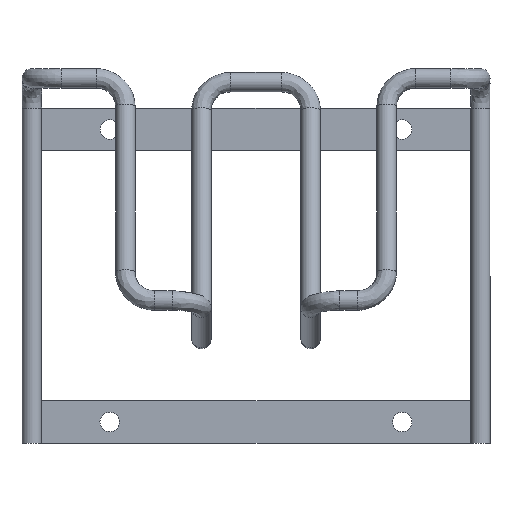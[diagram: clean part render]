
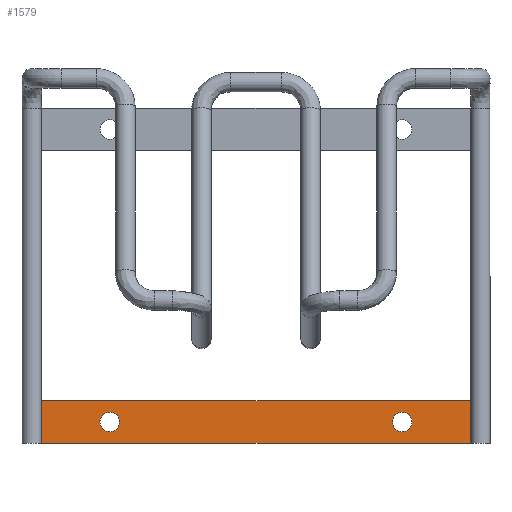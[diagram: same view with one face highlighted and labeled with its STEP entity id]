
A CAD part, top view. The second image highlights one B-rep face of the part: STEP entity #1579.
In plain terms, the highlighted planar face has unit normal (0, 0, 1).
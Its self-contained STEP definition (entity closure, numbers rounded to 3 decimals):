
#2 = CIRCLE ( 'NONE', #788, 2.5 ) ;
#16 = CIRCLE ( 'NONE', #906, 2. ) ;
#64 = CARTESIAN_POINT ( 'NONE',  ( 40., 5.5, 1.5 ) ) ;
#65 = VERTEX_POINT ( 'NONE', #64 ) ;
#76 = CARTESIAN_POINT ( 'NONE',  ( -35., 5.5, 1.5 ) ) ;
#77 = VERTEX_POINT ( 'NONE', #76 ) ;
#79 = AXIS2_PLACEMENT_3D ( 'NONE', #730, #728, #727 ) ;
#130 = CARTESIAN_POINT ( 'NONE',  ( -55.5, 11., 1.5 ) ) ;
#134 = CARTESIAN_POINT ( 'NONE',  ( -57.5, 2., 1.5 ) ) ;
#155 = EDGE_CURVE ( 'NONE', #1427, #1714, #1438, .T. ) ;
#188 = VECTOR ( 'NONE', #1109, 1000. ) ;
#206 = CARTESIAN_POINT ( 'NONE',  ( 57.5, 2., 1.5 ) ) ;
#207 = DIRECTION ( 'NONE',  ( -1., 0., 0. ) ) ;
#208 = DIRECTION ( 'NONE',  ( 0., 0., -1. ) ) ;
#209 = CARTESIAN_POINT ( 'NONE',  ( 0., 0., 1.5 ) ) ;
#210 = PLANE ( 'NONE',  #1063 ) ;
#211 = FACE_OUTER_BOUND ( 'NONE', #1351, .T. ) ;
#212 = FACE_BOUND ( 'NONE', #1452, .T. ) ;
#214 = FACE_BOUND ( 'NONE', #1440, .T. ) ;
#216 = CARTESIAN_POINT ( 'NONE',  ( -57.5, 9., 1.5 ) ) ;
#252 = CARTESIAN_POINT ( 'NONE',  ( 57.5, 9., 1.5 ) ) ;
#261 = CARTESIAN_POINT ( 'NONE',  ( 55.5, 0., 1.5 ) ) ;
#264 = CARTESIAN_POINT ( 'NONE',  ( -55.5, 0., 1.5 ) ) ;
#266 = CARTESIAN_POINT ( 'NONE',  ( 55.5, 11., 1.5 ) ) ;
#280 = DIRECTION ( 'NONE',  ( -1., 0., 0. ) ) ;
#281 = CARTESIAN_POINT ( 'NONE',  ( 57.5, 11., 1.5 ) ) ;
#282 = LINE ( 'NONE', #281, #862 ) ;
#444 = CIRCLE ( 'NONE', #1309, 2. ) ;
#607 = DIRECTION ( 'NONE',  ( 0., 1., 0. ) ) ;
#608 = CARTESIAN_POINT ( 'NONE',  ( 57.5, 11., 1.5 ) ) ;
#609 = LINE ( 'NONE', #608, #1586 ) ;
#635 = DIRECTION ( 'NONE',  ( 0., -1., 0. ) ) ;
#636 = CARTESIAN_POINT ( 'NONE',  ( -57.5, 11., 1.5 ) ) ;
#638 = LINE ( 'NONE', #636, #1071 ) ;
#718 = EDGE_CURVE ( 'NONE', #1391, #1451, #1704, .T. ) ;
#722 = EDGE_CURVE ( 'NONE', #1570, #1733, #444, .T. ) ;
#723 = EDGE_CURVE ( 'NONE', #1427, #1432, #1112, .T. ) ;
#727 = DIRECTION ( 'NONE',  ( 1., 0., 0. ) ) ;
#728 = DIRECTION ( 'NONE',  ( 0., 0., -1. ) ) ;
#730 = CARTESIAN_POINT ( 'NONE',  ( 37.5, 5.5, 1.5 ) ) ;
#782 = EDGE_CURVE ( 'NONE', #77, #77, #2, .T. ) ;
#788 = AXIS2_PLACEMENT_3D ( 'NONE', #1001, #999, #998 ) ;
#795 = EDGE_CURVE ( 'NONE', #1588, #1432, #16, .T. ) ;
#862 = VECTOR ( 'NONE', #280, 1000. ) ;
#900 = EDGE_CURVE ( 'NONE', #65, #65, #1006, .T. ) ;
#906 = AXIS2_PLACEMENT_3D ( 'NONE', #985, #984, #983 ) ;
#983 = DIRECTION ( 'NONE',  ( 1., 0., 0. ) ) ;
#984 = DIRECTION ( 'NONE',  ( 0., 0., -1. ) ) ;
#985 = CARTESIAN_POINT ( 'NONE',  ( 55.5, 2., 1.5 ) ) ;
#998 = DIRECTION ( 'NONE',  ( 1., 0., 0. ) ) ;
#999 = DIRECTION ( 'NONE',  ( 0., 0., -1. ) ) ;
#1001 = CARTESIAN_POINT ( 'NONE',  ( -37.5, 5.5, 1.5 ) ) ;
#1006 = CIRCLE ( 'NONE', #79, 2.5 ) ;
#1044 = EDGE_CURVE ( 'NONE', #1570, #1714, #638, .T. ) ;
#1063 = AXIS2_PLACEMENT_3D ( 'NONE', #209, #208, #207 ) ;
#1071 = VECTOR ( 'NONE', #635, 1000. ) ;
#1109 = DIRECTION ( 'NONE',  ( 1., 0., 0. ) ) ;
#1111 = CARTESIAN_POINT ( 'NONE',  ( 57.5, 0., 1.5 ) ) ;
#1112 = LINE ( 'NONE', #1111, #188 ) ;
#1114 = DIRECTION ( 'NONE',  ( 1., 0., 0. ) ) ;
#1116 = DIRECTION ( 'NONE',  ( 0., 0., -1. ) ) ;
#1117 = CARTESIAN_POINT ( 'NONE',  ( -55.5, 9., 1.5 ) ) ;
#1118 = DIRECTION ( 'NONE',  ( 1., 0., 0. ) ) ;
#1119 = DIRECTION ( 'NONE',  ( 0., 0., -1. ) ) ;
#1121 = CARTESIAN_POINT ( 'NONE',  ( 55.5, 9., 1.5 ) ) ;
#1145 = EDGE_CURVE ( 'NONE', #1588, #1451, #609, .T. ) ;
#1244 = DIRECTION ( 'NONE',  ( 1., 0., 0. ) ) ;
#1245 = CARTESIAN_POINT ( 'NONE',  ( -55.5, 2., 1.5 ) ) ;
#1247 = DIRECTION ( 'NONE',  ( 0., 0., -1. ) ) ;
#1309 = AXIS2_PLACEMENT_3D ( 'NONE', #1117, #1116, #1114 ) ;
#1351 = EDGE_LOOP ( 'NONE', ( #1463, #1473, #1466, #1469, #1465, #1464, #1471, #1477 ) ) ;
#1359 = AXIS2_PLACEMENT_3D ( 'NONE', #1245, #1247, #1244 ) ;
#1368 = EDGE_CURVE ( 'NONE', #1391, #1733, #282, .T. ) ;
#1391 = VERTEX_POINT ( 'NONE', #266 ) ;
#1427 = VERTEX_POINT ( 'NONE', #264 ) ;
#1432 = VERTEX_POINT ( 'NONE', #261 ) ;
#1438 = CIRCLE ( 'NONE', #1359, 2. ) ;
#1440 = EDGE_LOOP ( 'NONE', ( #1475 ) ) ;
#1451 = VERTEX_POINT ( 'NONE', #252 ) ;
#1452 = EDGE_LOOP ( 'NONE', ( #1474 ) ) ;
#1458 = AXIS2_PLACEMENT_3D ( 'NONE', #1121, #1119, #1118 ) ;
#1463 = ORIENTED_EDGE ( 'NONE', *, *, #795, .F. ) ;
#1464 = ORIENTED_EDGE ( 'NONE', *, *, #1044, .T. ) ;
#1465 = ORIENTED_EDGE ( 'NONE', *, *, #722, .F. ) ;
#1466 = ORIENTED_EDGE ( 'NONE', *, *, #718, .F. ) ;
#1469 = ORIENTED_EDGE ( 'NONE', *, *, #1368, .T. ) ;
#1471 = ORIENTED_EDGE ( 'NONE', *, *, #155, .F. ) ;
#1473 = ORIENTED_EDGE ( 'NONE', *, *, #1145, .T. ) ;
#1474 = ORIENTED_EDGE ( 'NONE', *, *, #900, .T. ) ;
#1475 = ORIENTED_EDGE ( 'NONE', *, *, #782, .T. ) ;
#1477 = ORIENTED_EDGE ( 'NONE', *, *, #723, .T. ) ;
#1570 = VERTEX_POINT ( 'NONE', #216 ) ;
#1579 = ADVANCED_FACE ( 'NONE', ( #214, #212, #211 ), #210, .F. ) ;
#1586 = VECTOR ( 'NONE', #607, 1000. ) ;
#1588 = VERTEX_POINT ( 'NONE', #206 ) ;
#1704 = CIRCLE ( 'NONE', #1458, 2. ) ;
#1714 = VERTEX_POINT ( 'NONE', #134 ) ;
#1733 = VERTEX_POINT ( 'NONE', #130 ) ;
